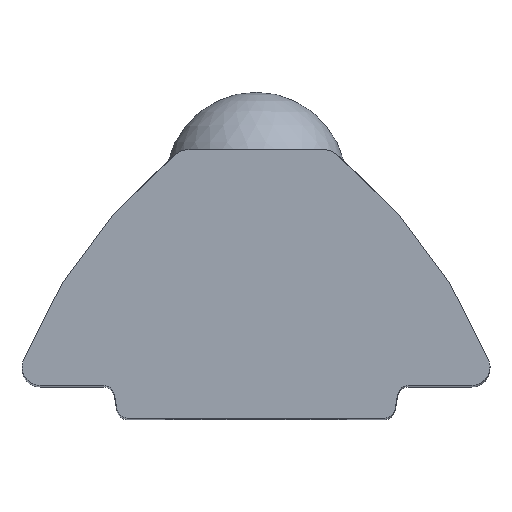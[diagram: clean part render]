
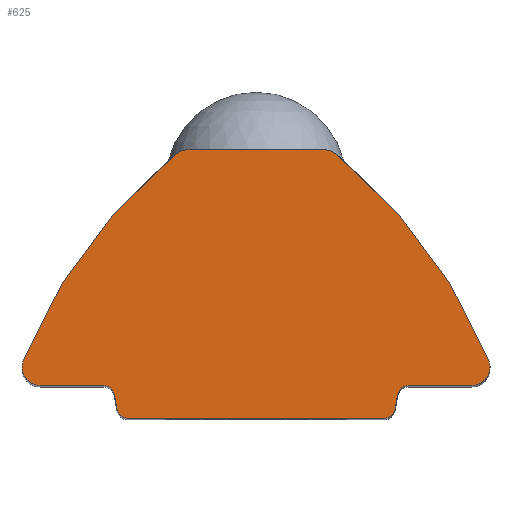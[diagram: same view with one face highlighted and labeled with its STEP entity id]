
A CAD part, top view. The second image highlights one B-rep face of the part: STEP entity #625.
In plain terms, the highlighted planar face has unit normal (0, 0, 1).
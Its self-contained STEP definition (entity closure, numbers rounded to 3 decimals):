
#28=CIRCLE('',#654,14.);
#29=CIRCLE('',#656,14.);
#31=CIRCLE('',#660,0.6);
#33=CIRCLE('',#664,0.6);
#39=CIRCLE('',#675,0.5);
#41=CIRCLE('',#679,0.3);
#43=CIRCLE('',#683,0.3);
#47=CIRCLE('',#689,0.3);
#49=CIRCLE('',#693,0.3);
#51=CIRCLE('',#697,0.5);
#66=PLANE('',#700);
#200=ORIENTED_EDGE('',*,*,#282,.T.);
#201=ORIENTED_EDGE('',*,*,#318,.T.);
#202=ORIENTED_EDGE('',*,*,#321,.T.);
#203=ORIENTED_EDGE('',*,*,#324,.F.);
#204=ORIENTED_EDGE('',*,*,#327,.T.);
#205=ORIENTED_EDGE('',*,*,#330,.T.);
#206=ORIENTED_EDGE('',*,*,#335,.T.);
#207=ORIENTED_EDGE('',*,*,#338,.T.);
#208=ORIENTED_EDGE('',*,*,#341,.T.);
#209=ORIENTED_EDGE('',*,*,#344,.F.);
#210=ORIENTED_EDGE('',*,*,#347,.T.);
#211=ORIENTED_EDGE('',*,*,#349,.T.);
#212=ORIENTED_EDGE('',*,*,#289,.T.);
#213=ORIENTED_EDGE('',*,*,#299,.T.);
#214=ORIENTED_EDGE('',*,*,#302,.T.);
#215=ORIENTED_EDGE('',*,*,#304,.T.);
#282=EDGE_CURVE('',#370,#369,#28,.T.);
#289=EDGE_CURVE('',#376,#375,#29,.T.);
#299=EDGE_CURVE('',#375,#383,#31,.T.);
#302=EDGE_CURVE('',#383,#385,#433,.T.);
#304=EDGE_CURVE('',#385,#370,#33,.T.);
#318=EDGE_CURVE('',#369,#393,#39,.T.);
#321=EDGE_CURVE('',#393,#395,#440,.T.);
#324=EDGE_CURVE('',#397,#395,#41,.T.);
#327=EDGE_CURVE('',#397,#399,#444,.T.);
#330=EDGE_CURVE('',#399,#401,#43,.T.);
#335=EDGE_CURVE('',#401,#405,#448,.T.);
#338=EDGE_CURVE('',#405,#407,#47,.T.);
#341=EDGE_CURVE('',#407,#409,#452,.T.);
#344=EDGE_CURVE('',#411,#409,#49,.T.);
#347=EDGE_CURVE('',#411,#413,#456,.T.);
#349=EDGE_CURVE('',#413,#376,#51,.T.);
#369=VERTEX_POINT('',#939);
#370=VERTEX_POINT('',#941);
#375=VERTEX_POINT('',#962);
#376=VERTEX_POINT('',#964);
#383=VERTEX_POINT('',#994);
#385=VERTEX_POINT('',#1000);
#393=VERTEX_POINT('',#1045);
#395=VERTEX_POINT('',#1051);
#397=VERTEX_POINT('',#1057);
#399=VERTEX_POINT('',#1063);
#401=VERTEX_POINT('',#1069);
#405=VERTEX_POINT('',#1079);
#407=VERTEX_POINT('',#1085);
#409=VERTEX_POINT('',#1091);
#411=VERTEX_POINT('',#1097);
#413=VERTEX_POINT('',#1103);
#433=LINE('',#1001,#473);
#440=LINE('',#1052,#480);
#444=LINE('',#1064,#484);
#448=LINE('',#1080,#488);
#452=LINE('',#1092,#492);
#456=LINE('',#1104,#496);
#473=VECTOR('',#762,1000.);
#480=VECTOR('',#797,1000.);
#484=VECTOR('',#809,1000.);
#488=VECTOR('',#825,1000.);
#492=VECTOR('',#837,1000.);
#496=VECTOR('',#849,1000.);
#525=EDGE_LOOP('',(#200,#201,#202,#203,#204,#205,#206,#207,#208,#209,#210,
#211,#212,#213,#214,#215));
#567=FACE_BOUND('',#525,.T.);
#625=ADVANCED_FACE('',(#567),#66,.T.);
#654=AXIS2_PLACEMENT_3D('',#940,#736,#737);
#656=AXIS2_PLACEMENT_3D('',#963,#743,#744);
#660=AXIS2_PLACEMENT_3D('',#995,#755,#756);
#664=AXIS2_PLACEMENT_3D('',#1007,#765,#766);
#675=AXIS2_PLACEMENT_3D('',#1046,#791,#792);
#679=AXIS2_PLACEMENT_3D('',#1058,#803,#804);
#683=AXIS2_PLACEMENT_3D('',#1070,#815,#816);
#689=AXIS2_PLACEMENT_3D('',#1086,#831,#832);
#693=AXIS2_PLACEMENT_3D('',#1098,#843,#844);
#697=AXIS2_PLACEMENT_3D('',#1107,#854,#855);
#700=AXIS2_PLACEMENT_3D('',#1111,#861,#862);
#736=DIRECTION('',(0.,0.,1.));
#737=DIRECTION('',(1.,0.,0.));
#743=DIRECTION('',(0.,0.,1.));
#744=DIRECTION('',(1.,0.,0.));
#755=DIRECTION('',(0.,0.,1.));
#756=DIRECTION('',(1.,0.,0.));
#762=DIRECTION('',(-1.,0.,0.));
#765=DIRECTION('',(0.,0.,1.));
#766=DIRECTION('',(1.,0.,0.));
#791=DIRECTION('',(0.,0.,1.));
#792=DIRECTION('',(1.,0.,0.));
#797=DIRECTION('',(1.,0.,0.));
#803=DIRECTION('',(0.,0.,1.));
#804=DIRECTION('',(1.,0.,0.));
#809=DIRECTION('',(0.174,-0.985,0.));
#815=DIRECTION('',(0.,0.,1.));
#816=DIRECTION('',(1.,0.,0.));
#825=DIRECTION('',(1.,0.,0.));
#831=DIRECTION('',(0.,0.,1.));
#832=DIRECTION('',(1.,0.,0.));
#837=DIRECTION('',(0.174,0.985,0.));
#843=DIRECTION('',(0.,0.,1.));
#844=DIRECTION('',(1.,0.,0.));
#849=DIRECTION('',(1.,0.,0.));
#854=DIRECTION('',(0.,0.,1.));
#855=DIRECTION('',(1.,0.,0.));
#861=DIRECTION('',(0.,0.,1.));
#862=DIRECTION('',(1.,0.,0.));
#939=CARTESIAN_POINT('',(-6.415,1.586,12.5));
#940=CARTESIAN_POINT('',(6.58,-3.624,12.5));
#941=CARTESIAN_POINT('',(-2.218,7.267,12.5));
#962=CARTESIAN_POINT('',(2.218,7.267,12.5));
#963=CARTESIAN_POINT('',(-6.58,-3.624,12.5));
#964=CARTESIAN_POINT('',(6.415,1.586,12.5));
#994=CARTESIAN_POINT('',(1.841,7.4,12.5));
#995=CARTESIAN_POINT('',(1.841,6.8,12.5));
#1000=CARTESIAN_POINT('',(-1.841,7.4,12.5));
#1001=CARTESIAN_POINT('',(1.841,7.4,12.5));
#1007=CARTESIAN_POINT('',(-1.841,6.8,12.5));
#1045=CARTESIAN_POINT('',(-5.95,0.9,12.5));
#1046=CARTESIAN_POINT('',(-5.95,1.4,12.5));
#1051=CARTESIAN_POINT('',(-4.202,0.9,12.5));
#1052=CARTESIAN_POINT('',(-5.95,0.9,12.5));
#1057=CARTESIAN_POINT('',(-3.906,0.652,12.5));
#1058=CARTESIAN_POINT('',(-4.202,0.6,12.5));
#1063=CARTESIAN_POINT('',(-3.835,0.248,12.5));
#1064=CARTESIAN_POINT('',(-3.906,0.652,12.5));
#1069=CARTESIAN_POINT('',(-3.54,0.,12.5));
#1070=CARTESIAN_POINT('',(-3.54,0.3,12.5));
#1079=CARTESIAN_POINT('',(3.54,0.,12.5));
#1080=CARTESIAN_POINT('',(-3.54,0.,12.5));
#1085=CARTESIAN_POINT('',(3.835,0.248,12.5));
#1086=CARTESIAN_POINT('',(3.54,0.3,12.5));
#1091=CARTESIAN_POINT('',(3.906,0.652,12.5));
#1092=CARTESIAN_POINT('',(3.835,0.248,12.5));
#1097=CARTESIAN_POINT('',(4.202,0.9,12.5));
#1098=CARTESIAN_POINT('',(4.202,0.6,12.5));
#1103=CARTESIAN_POINT('',(5.95,0.9,12.5));
#1104=CARTESIAN_POINT('',(4.202,0.9,12.5));
#1107=CARTESIAN_POINT('',(5.95,1.4,12.5));
#1111=CARTESIAN_POINT('',(6.58,-3.624,12.5));
